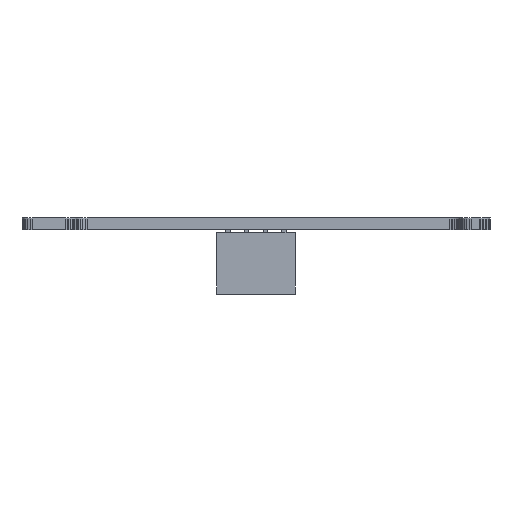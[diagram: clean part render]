
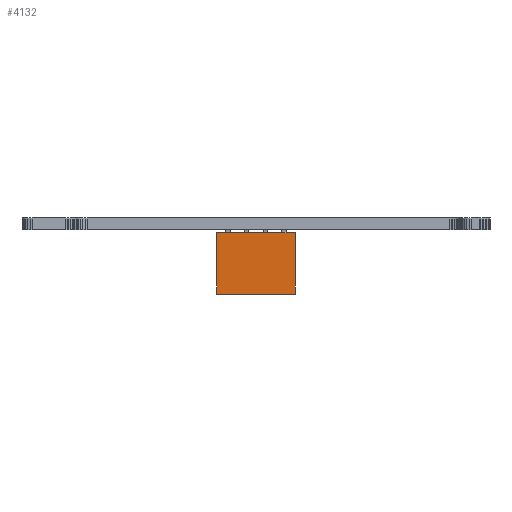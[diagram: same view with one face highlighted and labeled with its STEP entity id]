
A CAD part, left-side view. The second image highlights one B-rep face of the part: STEP entity #4132.
In plain terms, the highlighted face is planar.
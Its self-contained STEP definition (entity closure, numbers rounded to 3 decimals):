
#93 = PLANE('',#94);
#94 = AXIS2_PLACEMENT_3D('',#95,#96,#97);
#95 = CARTESIAN_POINT('',(0.,8.37,0.));
#96 = DIRECTION('',(0.,1.,0.));
#97 = DIRECTION('',(0.,-0.,1.));
#524 = EDGE_CURVE('',#525,#527,#529,.T.);
#525 = VERTEX_POINT('',#526);
#526 = CARTESIAN_POINT('',(1.175,8.37,5.34));
#527 = VERTEX_POINT('',#528);
#528 = CARTESIAN_POINT('',(1.175,8.37,-5.34));
#529 = SURFACE_CURVE('',#530,(#534,#541),.PCURVE_S1.);
#530 = LINE('',#531,#532);
#531 = CARTESIAN_POINT('',(1.175,8.37,5.34));
#532 = VECTOR('',#533,1.);
#533 = DIRECTION('',(0.,0.,-1.));
#534 = PCURVE('',#93,#535);
#535 = DEFINITIONAL_REPRESENTATION('',(#536),#540);
#536 = LINE('',#537,#538);
#537 = CARTESIAN_POINT('',(5.34,1.175));
#538 = VECTOR('',#539,1.);
#539 = DIRECTION('',(-1.,0.));
#540 = ( GEOMETRIC_REPRESENTATION_CONTEXT(2) 
PARAMETRIC_REPRESENTATION_CONTEXT() REPRESENTATION_CONTEXT('2D SPACE',''
  ) );
#541 = PCURVE('',#542,#547);
#542 = PLANE('',#543);
#543 = AXIS2_PLACEMENT_3D('',#544,#545,#546);
#544 = CARTESIAN_POINT('',(1.175,0.,5.34));
#545 = DIRECTION('',(1.,0.,0.));
#546 = DIRECTION('',(0.,0.,-1.));
#547 = DEFINITIONAL_REPRESENTATION('',(#548),#552);
#548 = LINE('',#549,#550);
#549 = CARTESIAN_POINT('',(0.,8.37));
#550 = VECTOR('',#551,1.);
#551 = DIRECTION('',(1.,0.));
#552 = ( GEOMETRIC_REPRESENTATION_CONTEXT(2) 
PARAMETRIC_REPRESENTATION_CONTEXT() REPRESENTATION_CONTEXT('2D SPACE',''
  ) );
#570 = PLANE('',#571);
#571 = AXIS2_PLACEMENT_3D('',#572,#573,#574);
#572 = CARTESIAN_POINT('',(1.175,0.,-5.34));
#573 = DIRECTION('',(0.,0.,-1.));
#574 = DIRECTION('',(-1.,0.,0.));
#624 = PLANE('',#625);
#625 = AXIS2_PLACEMENT_3D('',#626,#627,#628);
#626 = CARTESIAN_POINT('',(-1.175,0.,5.34));
#627 = DIRECTION('',(0.,0.,1.));
#628 = DIRECTION('',(1.,0.,0.));
#2314 = PLANE('',#2315);
#2315 = AXIS2_PLACEMENT_3D('',#2316,#2317,#2318);
#2316 = CARTESIAN_POINT('',(0.,0.,0.));
#2317 = DIRECTION('',(0.,1.,0.));
#2318 = DIRECTION('',(1.,0.,0.));
#2578 = VERTEX_POINT('',#2579);
#2579 = CARTESIAN_POINT('',(1.175,0.,-0.96));
#2703 = PLANE('',#2704);
#2704 = AXIS2_PLACEMENT_3D('',#2705,#2706,#2707);
#2705 = CARTESIAN_POINT('',(1.595,0.,-1.27));
#2706 = DIRECTION('',(0.,1.,0.));
#2707 = DIRECTION('',(1.,0.,0.));
#2795 = VERTEX_POINT('',#2796);
#2796 = CARTESIAN_POINT('',(1.175,0.,-1.58));
#2935 = EDGE_CURVE('',#2578,#2795,#2936,.T.);
#2936 = SURFACE_CURVE('',#2937,(#2941,#2948),.PCURVE_S1.);
#2937 = LINE('',#2938,#2939);
#2938 = CARTESIAN_POINT('',(1.175,0.,5.34));
#2939 = VECTOR('',#2940,1.);
#2940 = DIRECTION('',(0.,0.,-1.));
#2941 = PCURVE('',#2703,#2942);
#2942 = DEFINITIONAL_REPRESENTATION('',(#2943),#2947);
#2943 = LINE('',#2944,#2945);
#2944 = CARTESIAN_POINT('',(-0.42,-6.61));
#2945 = VECTOR('',#2946,1.);
#2946 = DIRECTION('',(0.,1.));
#2947 = ( GEOMETRIC_REPRESENTATION_CONTEXT(2) 
PARAMETRIC_REPRESENTATION_CONTEXT() REPRESENTATION_CONTEXT('2D SPACE',''
  ) );
#2948 = PCURVE('',#542,#2949);
#2949 = DEFINITIONAL_REPRESENTATION('',(#2950),#2954);
#2950 = LINE('',#2951,#2952);
#2951 = CARTESIAN_POINT('',(0.,0.));
#2952 = VECTOR('',#2953,1.);
#2953 = DIRECTION('',(1.,0.));
#2954 = ( GEOMETRIC_REPRESENTATION_CONTEXT(2) 
PARAMETRIC_REPRESENTATION_CONTEXT() REPRESENTATION_CONTEXT('2D SPACE',''
  ) );
#3532 = VERTEX_POINT('',#3533);
#3533 = CARTESIAN_POINT('',(1.175,0.,4.12));
#3657 = PLANE('',#3658);
#3658 = AXIS2_PLACEMENT_3D('',#3659,#3660,#3661);
#3659 = CARTESIAN_POINT('',(1.595,0.,3.81));
#3660 = DIRECTION('',(0.,1.,0.));
#3661 = DIRECTION('',(1.,0.,0.));
#3749 = VERTEX_POINT('',#3750);
#3750 = CARTESIAN_POINT('',(1.175,0.,3.5));
#3889 = EDGE_CURVE('',#3532,#3749,#3890,.T.);
#3890 = SURFACE_CURVE('',#3891,(#3895,#3902),.PCURVE_S1.);
#3891 = LINE('',#3892,#3893);
#3892 = CARTESIAN_POINT('',(1.175,0.,5.34));
#3893 = VECTOR('',#3894,1.);
#3894 = DIRECTION('',(0.,0.,-1.));
#3895 = PCURVE('',#3657,#3896);
#3896 = DEFINITIONAL_REPRESENTATION('',(#3897),#3901);
#3897 = LINE('',#3898,#3899);
#3898 = CARTESIAN_POINT('',(-0.42,-1.53));
#3899 = VECTOR('',#3900,1.);
#3900 = DIRECTION('',(0.,1.));
#3901 = ( GEOMETRIC_REPRESENTATION_CONTEXT(2) 
PARAMETRIC_REPRESENTATION_CONTEXT() REPRESENTATION_CONTEXT('2D SPACE',''
  ) );
#3902 = PCURVE('',#542,#3903);
#3903 = DEFINITIONAL_REPRESENTATION('',(#3904),#3908);
#3904 = LINE('',#3905,#3906);
#3905 = CARTESIAN_POINT('',(0.,0.));
#3906 = VECTOR('',#3907,1.);
#3907 = DIRECTION('',(1.,0.));
#3908 = ( GEOMETRIC_REPRESENTATION_CONTEXT(2) 
PARAMETRIC_REPRESENTATION_CONTEXT() REPRESENTATION_CONTEXT('2D SPACE',''
  ) );
#3926 = VERTEX_POINT('',#3927);
#3927 = CARTESIAN_POINT('',(1.175,0.,5.34));
#3948 = EDGE_CURVE('',#3926,#525,#3949,.T.);
#3949 = SURFACE_CURVE('',#3950,(#3954,#3961),.PCURVE_S1.);
#3950 = LINE('',#3951,#3952);
#3951 = CARTESIAN_POINT('',(1.175,0.,5.34));
#3952 = VECTOR('',#3953,1.);
#3953 = DIRECTION('',(0.,1.,0.));
#3954 = PCURVE('',#624,#3955);
#3955 = DEFINITIONAL_REPRESENTATION('',(#3956),#3960);
#3956 = LINE('',#3957,#3958);
#3957 = CARTESIAN_POINT('',(2.35,0.));
#3958 = VECTOR('',#3959,1.);
#3959 = DIRECTION('',(0.,1.));
#3960 = ( GEOMETRIC_REPRESENTATION_CONTEXT(2) 
PARAMETRIC_REPRESENTATION_CONTEXT() REPRESENTATION_CONTEXT('2D SPACE',''
  ) );
#3961 = PCURVE('',#542,#3962);
#3962 = DEFINITIONAL_REPRESENTATION('',(#3963),#3967);
#3963 = LINE('',#3964,#3965);
#3964 = CARTESIAN_POINT('',(0.,0.));
#3965 = VECTOR('',#3966,1.);
#3966 = DIRECTION('',(0.,1.));
#3967 = ( GEOMETRIC_REPRESENTATION_CONTEXT(2) 
PARAMETRIC_REPRESENTATION_CONTEXT() REPRESENTATION_CONTEXT('2D SPACE',''
  ) );
#4088 = VERTEX_POINT('',#4089);
#4089 = CARTESIAN_POINT('',(1.175,0.,-5.34));
#4112 = EDGE_CURVE('',#4088,#527,#4113,.T.);
#4113 = SURFACE_CURVE('',#4114,(#4118,#4125),.PCURVE_S1.);
#4114 = LINE('',#4115,#4116);
#4115 = CARTESIAN_POINT('',(1.175,0.,-5.34));
#4116 = VECTOR('',#4117,1.);
#4117 = DIRECTION('',(0.,1.,0.));
#4118 = PCURVE('',#570,#4119);
#4119 = DEFINITIONAL_REPRESENTATION('',(#4120),#4124);
#4120 = LINE('',#4121,#4122);
#4121 = CARTESIAN_POINT('',(0.,0.));
#4122 = VECTOR('',#4123,1.);
#4123 = DIRECTION('',(0.,1.));
#4124 = ( GEOMETRIC_REPRESENTATION_CONTEXT(2) 
PARAMETRIC_REPRESENTATION_CONTEXT() REPRESENTATION_CONTEXT('2D SPACE',''
  ) );
#4125 = PCURVE('',#542,#4126);
#4126 = DEFINITIONAL_REPRESENTATION('',(#4127),#4131);
#4127 = LINE('',#4128,#4129);
#4128 = CARTESIAN_POINT('',(10.68,0.));
#4129 = VECTOR('',#4130,1.);
#4130 = DIRECTION('',(0.,1.));
#4131 = ( GEOMETRIC_REPRESENTATION_CONTEXT(2) 
PARAMETRIC_REPRESENTATION_CONTEXT() REPRESENTATION_CONTEXT('2D SPACE',''
  ) );
#4132 = ADVANCED_FACE('',(#4133),#542,.T.);
#4133 = FACE_BOUND('',#4134,.T.);
#4134 = EDGE_LOOP('',(#4135,#4156,#4157,#4178,#4179,#4200,#4201,#4202));
#4135 = ORIENTED_EDGE('',*,*,#4136,.T.);
#4136 = EDGE_CURVE('',#3926,#3532,#4137,.T.);
#4137 = SURFACE_CURVE('',#4138,(#4142,#4149),.PCURVE_S1.);
#4138 = LINE('',#4139,#4140);
#4139 = CARTESIAN_POINT('',(1.175,0.,5.34));
#4140 = VECTOR('',#4141,1.);
#4141 = DIRECTION('',(0.,0.,-1.));
#4142 = PCURVE('',#542,#4143);
#4143 = DEFINITIONAL_REPRESENTATION('',(#4144),#4148);
#4144 = LINE('',#4145,#4146);
#4145 = CARTESIAN_POINT('',(0.,0.));
#4146 = VECTOR('',#4147,1.);
#4147 = DIRECTION('',(1.,0.));
#4148 = ( GEOMETRIC_REPRESENTATION_CONTEXT(2) 
PARAMETRIC_REPRESENTATION_CONTEXT() REPRESENTATION_CONTEXT('2D SPACE',''
  ) );
#4149 = PCURVE('',#2314,#4150);
#4150 = DEFINITIONAL_REPRESENTATION('',(#4151),#4155);
#4151 = LINE('',#4152,#4153);
#4152 = CARTESIAN_POINT('',(1.175,-5.34));
#4153 = VECTOR('',#4154,1.);
#4154 = DIRECTION('',(0.,1.));
#4155 = ( GEOMETRIC_REPRESENTATION_CONTEXT(2) 
PARAMETRIC_REPRESENTATION_CONTEXT() REPRESENTATION_CONTEXT('2D SPACE',''
  ) );
#4156 = ORIENTED_EDGE('',*,*,#3889,.T.);
#4157 = ORIENTED_EDGE('',*,*,#4158,.T.);
#4158 = EDGE_CURVE('',#3749,#2578,#4159,.T.);
#4159 = SURFACE_CURVE('',#4160,(#4164,#4171),.PCURVE_S1.);
#4160 = LINE('',#4161,#4162);
#4161 = CARTESIAN_POINT('',(1.175,0.,5.34));
#4162 = VECTOR('',#4163,1.);
#4163 = DIRECTION('',(0.,0.,-1.));
#4164 = PCURVE('',#542,#4165);
#4165 = DEFINITIONAL_REPRESENTATION('',(#4166),#4170);
#4166 = LINE('',#4167,#4168);
#4167 = CARTESIAN_POINT('',(0.,0.));
#4168 = VECTOR('',#4169,1.);
#4169 = DIRECTION('',(1.,0.));
#4170 = ( GEOMETRIC_REPRESENTATION_CONTEXT(2) 
PARAMETRIC_REPRESENTATION_CONTEXT() REPRESENTATION_CONTEXT('2D SPACE',''
  ) );
#4171 = PCURVE('',#2314,#4172);
#4172 = DEFINITIONAL_REPRESENTATION('',(#4173),#4177);
#4173 = LINE('',#4174,#4175);
#4174 = CARTESIAN_POINT('',(1.175,-5.34));
#4175 = VECTOR('',#4176,1.);
#4176 = DIRECTION('',(0.,1.));
#4177 = ( GEOMETRIC_REPRESENTATION_CONTEXT(2) 
PARAMETRIC_REPRESENTATION_CONTEXT() REPRESENTATION_CONTEXT('2D SPACE',''
  ) );
#4178 = ORIENTED_EDGE('',*,*,#2935,.T.);
#4179 = ORIENTED_EDGE('',*,*,#4180,.T.);
#4180 = EDGE_CURVE('',#2795,#4088,#4181,.T.);
#4181 = SURFACE_CURVE('',#4182,(#4186,#4193),.PCURVE_S1.);
#4182 = LINE('',#4183,#4184);
#4183 = CARTESIAN_POINT('',(1.175,0.,5.34));
#4184 = VECTOR('',#4185,1.);
#4185 = DIRECTION('',(0.,0.,-1.));
#4186 = PCURVE('',#542,#4187);
#4187 = DEFINITIONAL_REPRESENTATION('',(#4188),#4192);
#4188 = LINE('',#4189,#4190);
#4189 = CARTESIAN_POINT('',(0.,0.));
#4190 = VECTOR('',#4191,1.);
#4191 = DIRECTION('',(1.,0.));
#4192 = ( GEOMETRIC_REPRESENTATION_CONTEXT(2) 
PARAMETRIC_REPRESENTATION_CONTEXT() REPRESENTATION_CONTEXT('2D SPACE',''
  ) );
#4193 = PCURVE('',#2314,#4194);
#4194 = DEFINITIONAL_REPRESENTATION('',(#4195),#4199);
#4195 = LINE('',#4196,#4197);
#4196 = CARTESIAN_POINT('',(1.175,-5.34));
#4197 = VECTOR('',#4198,1.);
#4198 = DIRECTION('',(0.,1.));
#4199 = ( GEOMETRIC_REPRESENTATION_CONTEXT(2) 
PARAMETRIC_REPRESENTATION_CONTEXT() REPRESENTATION_CONTEXT('2D SPACE',''
  ) );
#4200 = ORIENTED_EDGE('',*,*,#4112,.T.);
#4201 = ORIENTED_EDGE('',*,*,#524,.F.);
#4202 = ORIENTED_EDGE('',*,*,#3948,.F.);
